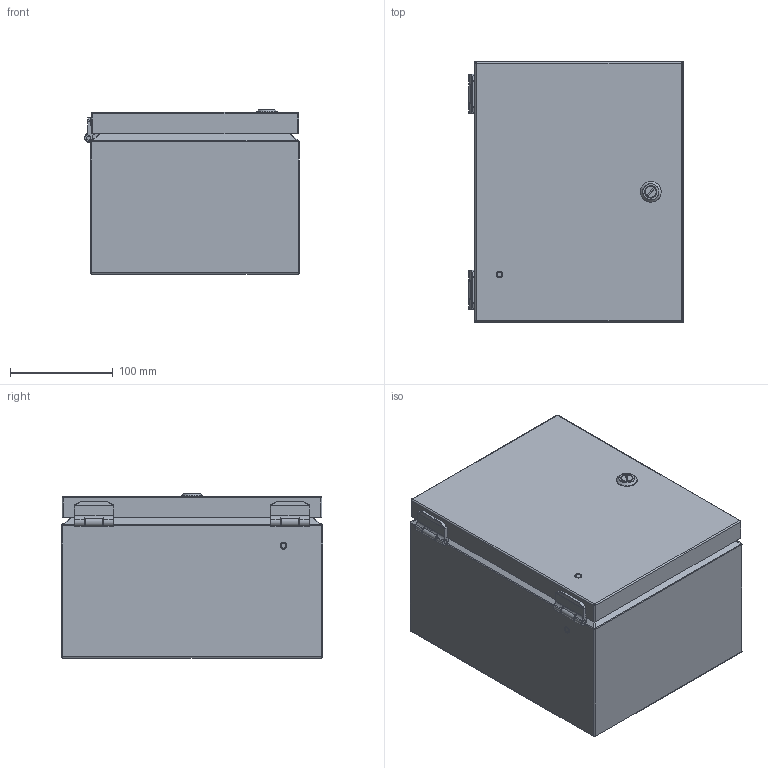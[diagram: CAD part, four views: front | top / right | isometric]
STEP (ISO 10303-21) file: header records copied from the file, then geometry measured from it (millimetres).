
FILE_DESCRIPTION (( 'STEP AP214' ), '1' );
FILE_NAME ('SCE-10086ELJ.STEP', '2021-01-09T20:41:30', ( '' ), ( '' ), 'SwSTEP 2.0', 'SolidWorks 2019', '' );
FILE_SCHEMA (( 'AUTOMOTIVE_DESIGN' ));
Length unit declared in the file: inch
Products named in the file (1): SCE-10086ELJ
Bounding box: 208.8 x 253.98 x 159.91 mm (x, y, z)
Volume: 516642.6 mm3; surface area: 641071 mm2
Topology: 30 solids, 32 shells, 921 faces, 2185 edges, 1266 vertices
Faces by surface type: plane 355, cylinder 302, bspline 192, torus 44, cone 24, sphere 4
Full cylindrical faces by diameter (mm): 0.508 x2, 2.54 x2, 3.962 x2, 4.013 x2, 4.06 x4, 4.572 x2, 4.775 x6, 4.826 x5, 5.08 x1, 5.537 x2, 5.842 x2, 6.02 x2, 6.058 x1, 6.35 x4, 6.463 x1, 6.502 x2, 6.824 x1, 7.112 x4, 7.167 x1, 7.216 x4, 7.874 x1, 8.28 x1, 8.89 x1, 9.474 x4, 10.922 x1, 11.684 x1, 12.065 x1, 16.002 x1, 20.018 x1
Entity records: 45886 total; most frequent: CARTESIAN_POINT 16900, ORIENTED_EDGE 3942, DIRECTION 3666, EDGE_CURVE 1971, AXIS2_PLACEMENT_3D 1400, VERTEX_POINT 1240, EDGE_LOOP 1089, FACE_OUTER_BOUND 995
